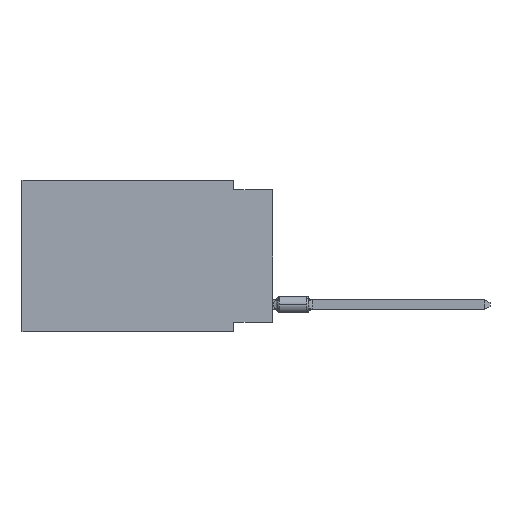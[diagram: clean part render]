
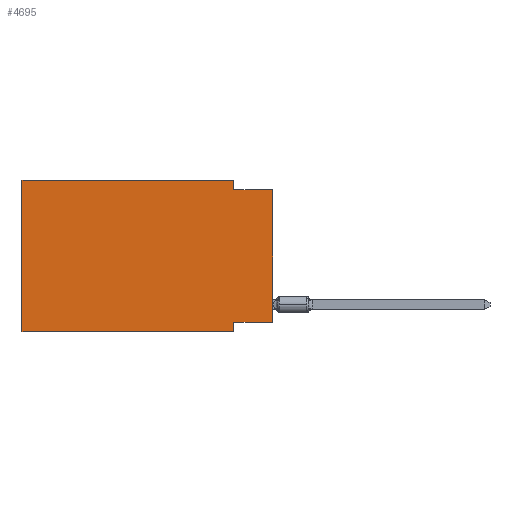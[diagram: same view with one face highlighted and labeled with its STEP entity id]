
A CAD part, left-side view. The second image highlights one B-rep face of the part: STEP entity #4695.
In plain terms, the highlighted planar face has unit normal (-1, 0, 0).
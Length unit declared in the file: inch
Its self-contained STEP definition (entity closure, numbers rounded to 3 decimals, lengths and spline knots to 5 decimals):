
#35 = VECTOR ( 'NONE', #15529, 39.37008 ) ;
#372 = ORIENTED_EDGE ( 'NONE', *, *, #3363, .F. ) ;
#760 = DIRECTION ( 'NONE',  ( 0., -1., 0. ) ) ;
#938 = DIRECTION ( 'NONE',  ( 0., -1., 0. ) ) ;
#994 = EDGE_CURVE ( 'NONE', #4299, #18162, #3876, .T. ) ;
#1103 = CARTESIAN_POINT ( 'NONE',  ( 0., 0., 0. ) ) ;
#2192 = CARTESIAN_POINT ( 'NONE',  ( 0., 0., -0.025 ) ) ;
#2542 = LINE ( 'NONE', #11589, #13635 ) ;
#2555 = VERTEX_POINT ( 'NONE', #8450 ) ;
#2693 = CARTESIAN_POINT ( 'NONE',  ( 0., 0.645, 0. ) ) ;
#2729 = FACE_OUTER_BOUND ( 'NONE', #10512, .T. ) ;
#3363 = EDGE_CURVE ( 'NONE', #5816, #12385, #10190, .T. ) ;
#3675 = LINE ( 'NONE', #7406, #6313 ) ;
#3876 = LINE ( 'NONE', #11111, #8971 ) ;
#4299 = VERTEX_POINT ( 'NONE', #11059 ) ;
#4695 = ADVANCED_FACE ( 'NONE', ( #2729 ), #23768, .F. ) ;
#5103 = DIRECTION ( 'NONE',  ( 1., 0., 0. ) ) ;
#5816 = VERTEX_POINT ( 'NONE', #8283 ) ;
#6185 = CARTESIAN_POINT ( 'NONE',  ( 0., 0.1, -0.39 ) ) ;
#6313 = VECTOR ( 'NONE', #22191, 39.37008 ) ;
#6991 = VECTOR ( 'NONE', #938, 39.37008 ) ;
#7395 = DIRECTION ( 'NONE',  ( 0., 1., 0. ) ) ;
#7406 = CARTESIAN_POINT ( 'NONE',  ( 0., 0.1, 0. ) ) ;
#7921 = VECTOR ( 'NONE', #20848, 39.37008 ) ;
#8032 = CARTESIAN_POINT ( 'NONE',  ( 0., 0.645, 0. ) ) ;
#8069 = EDGE_CURVE ( 'NONE', #19779, #23119, #2542, .T. ) ;
#8283 = CARTESIAN_POINT ( 'NONE',  ( 0., 0.645, 0. ) ) ;
#8361 = CARTESIAN_POINT ( 'NONE',  ( 0., 0.645, -0.39 ) ) ;
#8450 = CARTESIAN_POINT ( 'NONE',  ( 0., 0., -0.365 ) ) ;
#8971 = VECTOR ( 'NONE', #9426, 39.37008 ) ;
#9426 = DIRECTION ( 'NONE',  ( 0., -1., 0. ) ) ;
#9447 = LINE ( 'NONE', #12826, #19292 ) ;
#9516 = CARTESIAN_POINT ( 'NONE',  ( 0., 0.1, 0. ) ) ;
#9719 = EDGE_CURVE ( 'NONE', #2555, #18162, #17563, .T. ) ;
#10033 = ORIENTED_EDGE ( 'NONE', *, *, #994, .F. ) ;
#10042 = DIRECTION ( 'NONE',  ( 0., 0., 1. ) ) ;
#10190 = LINE ( 'NONE', #8032, #6991 ) ;
#10334 = CARTESIAN_POINT ( 'NONE',  ( 0., 0.1, -0.39 ) ) ;
#10512 = EDGE_LOOP ( 'NONE', ( #21700, #10033, #16373, #372, #10943, #12886, #12499, #13230 ) ) ;
#10559 = VECTOR ( 'NONE', #10042, 39.37008 ) ;
#10665 = CARTESIAN_POINT ( 'NONE',  ( 0., 0.645, 0. ) ) ;
#10900 = DIRECTION ( 'NONE',  ( 0., 0., -1. ) ) ;
#10943 = ORIENTED_EDGE ( 'NONE', *, *, #21036, .F. ) ;
#11059 = CARTESIAN_POINT ( 'NONE',  ( 0., 0.1, -0.025 ) ) ;
#11111 = CARTESIAN_POINT ( 'NONE',  ( 0., 0., -0.025 ) ) ;
#11589 = CARTESIAN_POINT ( 'NONE',  ( 0., 0.645, -0.39 ) ) ;
#12385 = VERTEX_POINT ( 'NONE', #9516 ) ;
#12499 = ORIENTED_EDGE ( 'NONE', *, *, #22335, .F. ) ;
#12826 = CARTESIAN_POINT ( 'NONE',  ( 0., 0., -0.365 ) ) ;
#12886 = ORIENTED_EDGE ( 'NONE', *, *, #8069, .T. ) ;
#13230 = ORIENTED_EDGE ( 'NONE', *, *, #16528, .F. ) ;
#13635 = VECTOR ( 'NONE', #760, 39.37008 ) ;
#15529 = DIRECTION ( 'NONE',  ( 0., 0., 1. ) ) ;
#16373 = ORIENTED_EDGE ( 'NONE', *, *, #20973, .F. ) ;
#16528 = EDGE_CURVE ( 'NONE', #2555, #18334, #9447, .T. ) ;
#17563 = LINE ( 'NONE', #1103, #35 ) ;
#18162 = VERTEX_POINT ( 'NONE', #2192 ) ;
#18334 = VERTEX_POINT ( 'NONE', #19242 ) ;
#19159 = LINE ( 'NONE', #2693, #10559 ) ;
#19242 = CARTESIAN_POINT ( 'NONE',  ( 0., 0.1, -0.365 ) ) ;
#19292 = VECTOR ( 'NONE', #7395, 39.37008 ) ;
#19779 = VERTEX_POINT ( 'NONE', #8361 ) ;
#20848 = DIRECTION ( 'NONE',  ( 0., 0., -1. ) ) ;
#20973 = EDGE_CURVE ( 'NONE', #12385, #4299, #3675, .T. ) ;
#21036 = EDGE_CURVE ( 'NONE', #19779, #5816, #19159, .T. ) ;
#21700 = ORIENTED_EDGE ( 'NONE', *, *, #9719, .T. ) ;
#22191 = DIRECTION ( 'NONE',  ( 0., 0., -1. ) ) ;
#22335 = EDGE_CURVE ( 'NONE', #18334, #23119, #22673, .T. ) ;
#22673 = LINE ( 'NONE', #6185, #7921 ) ;
#23038 = AXIS2_PLACEMENT_3D ( 'NONE', #10665, #5103, #10900 ) ;
#23119 = VERTEX_POINT ( 'NONE', #10334 ) ;
#23768 = PLANE ( 'NONE',  #23038 ) ;
